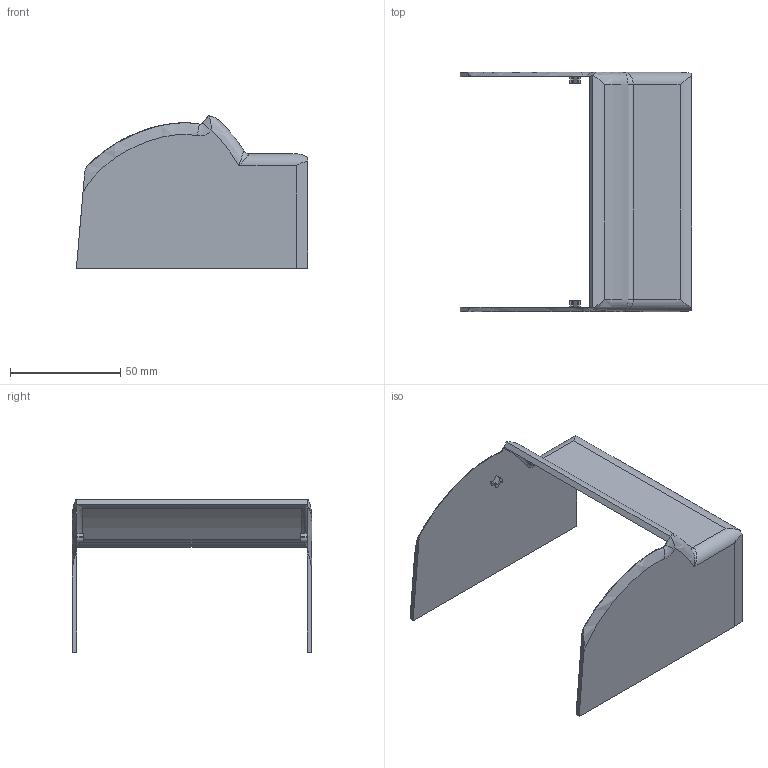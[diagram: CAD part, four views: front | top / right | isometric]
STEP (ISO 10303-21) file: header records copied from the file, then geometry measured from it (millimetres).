
FILE_DESCRIPTION(('CATIA V5 STEP Exchange','CAx-IF Rec.Pracs.--- Model Styling and Organization---1.4--- 2014-01-23'),'2;1');
FILE_NAME('638031_D000004_A-MOD-7.stp','2020-01-03T09:58:17+00:00',('none'),('none'),'CATIA Version 5-6 Release 2017 SP3','CATIA V5 STEP AP214','none');
FILE_SCHEMA(('AUTOMOTIVE_DESIGN { 1 0 10303 214 1 1 1 1 }'));
Length unit declared in the file: millimetre
Products named in the file (1): D000004_A-MOD-7
Bounding box: 105 x 108.6 x 69.14 mm (x, y, z)
Volume: 34428.6 mm3; surface area: 36404.2 mm2
Topology: 1 solids, 1 shells, 72 faces, 194 edges, 124 vertices
Faces by surface type: cylinder 34, plane 24, torus 8, bspline 4, extrusion 2
Entity records: 2622 total; most frequent: CARTESIAN_POINT 976, ORIENTED_EDGE 384, DIRECTION 249, EDGE_CURVE 192, VERTEX_POINT 124, AXIS2_PLACEMENT_3D 108, VECTOR 89, LINE 87
